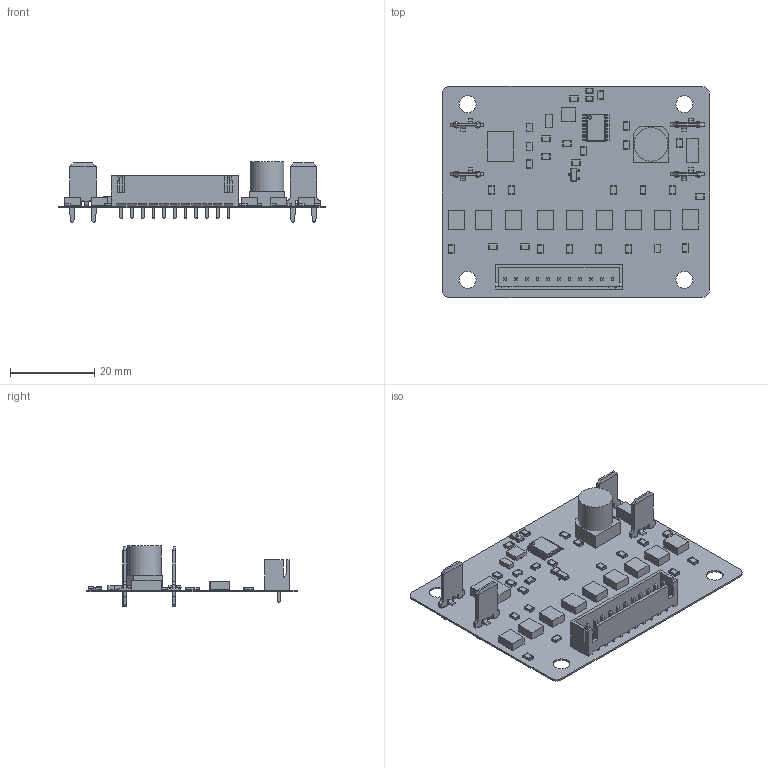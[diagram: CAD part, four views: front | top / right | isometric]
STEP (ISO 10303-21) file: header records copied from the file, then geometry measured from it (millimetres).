
FILE_DESCRIPTION(('Open CASCADE Model'),'2;1');
FILE_NAME('Open CASCADE Shape Model','2021-03-11T18:42:17',('Author'),( 'Open CASCADE'),'Open CASCADE STEP processor 6.8','Open CASCADE 6.8' ,'Unknown');
FILE_SCHEMA(('AUTOMOTIVE_DESIGN { 1 0 10303 214 1 1 1 1 }'));
Length unit declared in the file: millimetre
Products named in the file (108): PCB; Board; Open CASCADE STEP translator 6.8 1.1.1; J1; JST_-_XH_-_Thru_(V)_-_11Pin_-_2.54mm; U12; 6044333904; Extruded; R26; 5879568736; Mid_Body; Terminal; Open_CASCADE_STEP_translator_6.8_2.2.1; Mark; C3; 6052780144; D2; 6044331424; D1; 6044332144; C2; 6052780224; C1; 6044332784; 6044332944; Cylinder; J5; 6052780544; J4; 6052780624; U11; U10; U9; U8; U7; 6057378240; U6; TPS26631PWPR; BODY-TSSOP; LEAD-TSSOP ...
Assembly tree (167 placements, depth 5):
  PCB
    Board
      Open CASCADE STEP translator 6.8 1.1.1
    J1
      JST_-_XH_-_Thru_(V)_-_11Pin_-_2.54mm
    U12
      6044333904
        Extruded
    R26
      5879568736
        Mid_Body
        Terminal  x2
          Open_CASCADE_STEP_translator_6.8_2.2.1
        Mark
    C3
      6052780144
        Mid_Body
        Terminal  x2
          Open_CASCADE_STEP_translator_6.8_2.2.1
        Mark
    D2
      6044331424
        Extruded
    D1
      6044332144
        Extruded
    C2
      6052780224
        Mid_Body
        Terminal  x2
          Open_CASCADE_STEP_translator_6.8_2.2.1
        Mark
    C1
      6044332784
        Extruded
      6044332944
        Cylinder
    J5
      6052780544
    J4
      6052780624
    U11
      6044333904
        Extruded
    U10
      6044333904
        Extruded
    U9
      6044333904
        Extruded
    U8
      6044333904
        Extruded
    U7
      6057378240
        Extruded
    U6
      TPS26631PWPR
        BODY-TSSOP
        LEAD-TSSOP  x20
Bounding box: 63.4 x 50.2 x 14.26 mm (x, y, z)
Volume: 3286.1 mm3; surface area: 10946 mm2
Topology: 176 solids, 196 shells, 2521 faces, 6046 edges, 3932 vertices
Faces by surface type: plane 2188, cylinder 258, bspline 59, sphere 16
Full cylindrical faces by diameter (mm): 0.95 x11, 1.45 x8, 4 x4, 8 x1
Entity records: 41895 total; most frequent: CARTESIAN_POINT 9271, ORIENTED_EDGE 5586, DIRECTION 5195, EDGE_CURVE 2793, LINE 2239, VECTOR 2239, VERTEX_POINT 1782, AXIS2_PLACEMENT_3D 1478
